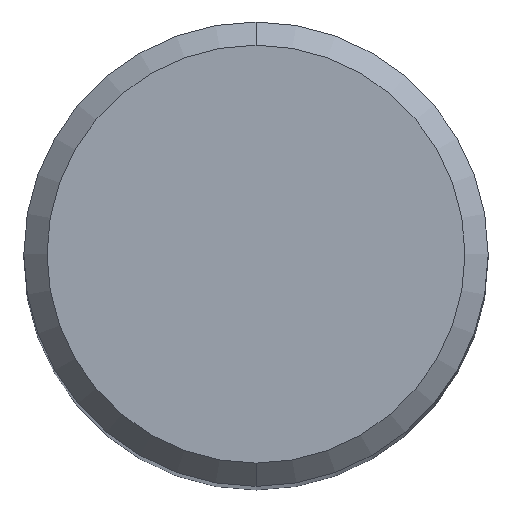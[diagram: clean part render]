
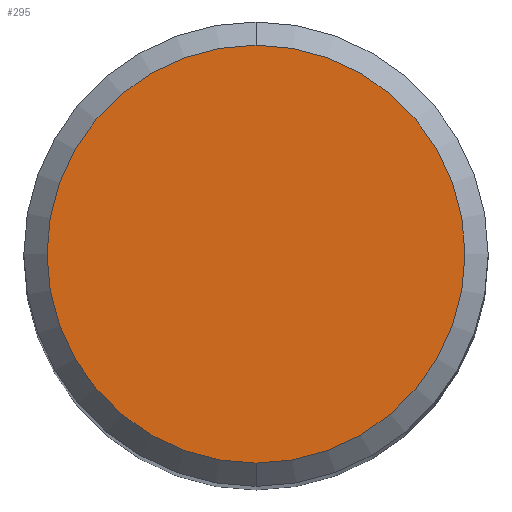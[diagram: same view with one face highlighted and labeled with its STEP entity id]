
A CAD part, top view. The second image highlights one B-rep face of the part: STEP entity #295.
In plain terms, the highlighted planar face has unit normal (0, 0, 1).
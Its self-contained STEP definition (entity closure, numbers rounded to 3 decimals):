
#225=VERTEX_POINT('',#539);
#249=EDGE_CURVE('',#225,#373,#563,.T.);
#295=ADVANCED_FACE('',(#613),#614,.T.);
#305=EDGE_CURVE('',#373,#225,#624,.T.);
#373=VERTEX_POINT('',#699);
#539=CARTESIAN_POINT('',(0.0,3.6,0.0));
#563=CIRCLE('',#951,3.6);
#613=FACE_OUTER_BOUND('',#1091,.T.);
#614=PLANE('',#1092);
#624=CIRCLE('',#1133,3.6);
#699=CARTESIAN_POINT('',(0.,-3.6,0.0));
#951=AXIS2_PLACEMENT_3D('',#1545,#1546,#1547);
#1091=EDGE_LOOP('',(#1588,#1589));
#1092=AXIS2_PLACEMENT_3D('',#1590,#1591,#1592);
#1133=AXIS2_PLACEMENT_3D('',#1594,#1595,#1596);
#1545=CARTESIAN_POINT('',(0.0,0.0,0.0));
#1546=DIRECTION('',(0.0,0.0,-1.0));
#1547=DIRECTION('',(0.0,1.0,0.0));
#1588=ORIENTED_EDGE('',*,*,#249,.F.);
#1589=ORIENTED_EDGE('',*,*,#305,.F.);
#1590=CARTESIAN_POINT('',(0.0,1.8,0.0));
#1591=DIRECTION('',(-0.0,0.0,1.0));
#1592=DIRECTION('',(0.0,-1.0,0.0));
#1594=CARTESIAN_POINT('',(0.0,0.0,0.0));
#1595=DIRECTION('',(0.0,0.0,-1.0));
#1596=DIRECTION('',(0.0,1.0,0.0));
